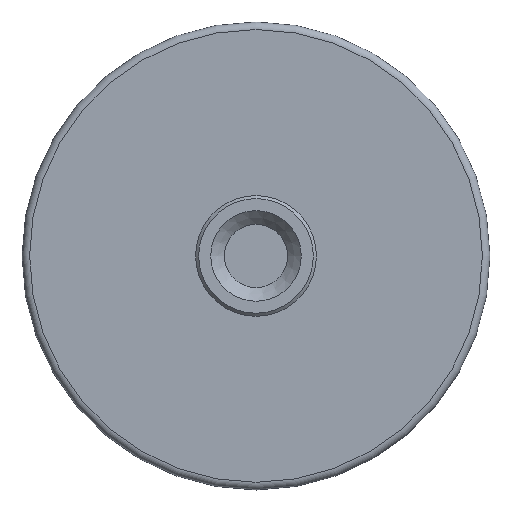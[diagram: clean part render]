
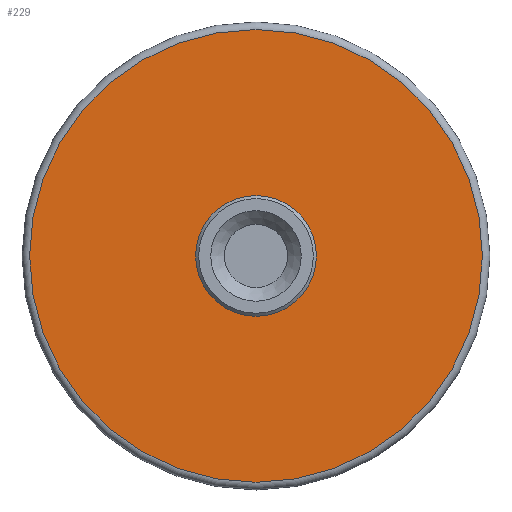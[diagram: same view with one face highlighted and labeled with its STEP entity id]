
A CAD part, top view. The second image highlights one B-rep face of the part: STEP entity #229.
In plain terms, the highlighted planar face has unit normal (0, 0, 1).
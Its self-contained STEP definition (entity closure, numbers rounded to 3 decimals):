
#32=FACE_BOUND('',#70,.T.);
#39=PLANE('',#320);
#51=FACE_OUTER_BOUND('',#69,.T.);
#69=EDGE_LOOP('',(#187));
#70=EDGE_LOOP('',(#188));
#98=CIRCLE('',#302,4.);
#107=CIRCLE('',#318,15.);
#117=VERTEX_POINT('',#433);
#125=VERTEX_POINT('',#460);
#134=EDGE_CURVE('',#117,#117,#98,.T.);
#146=EDGE_CURVE('',#125,#125,#107,.T.);
#187=ORIENTED_EDGE('',*,*,#146,.F.);
#188=ORIENTED_EDGE('',*,*,#134,.T.);
#229=ADVANCED_FACE('',(#51,#32),#39,.T.);
#302=AXIS2_PLACEMENT_3D('',#434,#346,#347);
#318=AXIS2_PLACEMENT_3D('',#461,#381,#382);
#320=AXIS2_PLACEMENT_3D('',#463,#385,#386);
#346=DIRECTION('center_axis',(0.,0.,-1.));
#347=DIRECTION('ref_axis',(-1.,0.,0.));
#381=DIRECTION('center_axis',(0.,0.,-1.));
#382=DIRECTION('ref_axis',(-1.,0.,0.));
#385=DIRECTION('center_axis',(0.,0.,1.));
#386=DIRECTION('ref_axis',(1.,0.,0.));
#433=CARTESIAN_POINT('',(4.,0.,3.));
#434=CARTESIAN_POINT('Origin',(0.,0.,3.));
#460=CARTESIAN_POINT('',(-15.,0.,3.));
#461=CARTESIAN_POINT('Origin',(0.,0.,3.));
#463=CARTESIAN_POINT('Origin',(0.,0.,3.));
